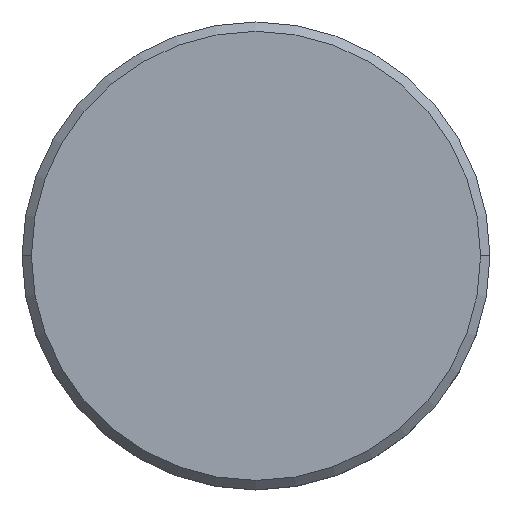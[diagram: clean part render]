
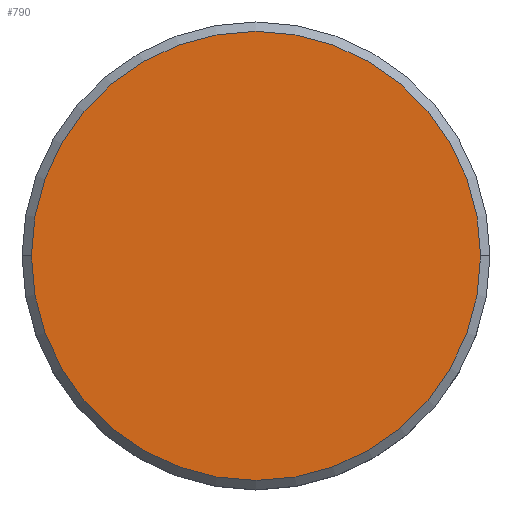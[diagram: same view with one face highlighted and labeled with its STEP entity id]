
A CAD part, top view. The second image highlights one B-rep face of the part: STEP entity #790.
In plain terms, the highlighted planar face has unit normal (0, 0, 1).
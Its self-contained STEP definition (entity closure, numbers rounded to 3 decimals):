
#5 = DIRECTION ( 'NONE',  ( 1., 0., 0. ) ) ;
#114 = DIRECTION ( 'NONE',  ( 1., 0., 0. ) ) ;
#168 = VERTEX_POINT ( 'NONE', #806 ) ;
#206 = ORIENTED_EDGE ( 'NONE', *, *, #273, .T. ) ;
#273 = EDGE_CURVE ( 'NONE', #437, #168, #945, .T. ) ;
#437 = VERTEX_POINT ( 'NONE', #575 ) ;
#443 = PLANE ( 'NONE',  #1082 ) ;
#446 = CARTESIAN_POINT ( 'NONE',  ( 0., 0., 0. ) ) ;
#501 = FACE_OUTER_BOUND ( 'NONE', #566, .T. ) ;
#535 = DIRECTION ( 'NONE',  ( 1., 0., 0. ) ) ;
#558 = CARTESIAN_POINT ( 'NONE',  ( 0., 0., 0. ) ) ;
#566 = EDGE_LOOP ( 'NONE', ( #206, #985 ) ) ;
#575 = CARTESIAN_POINT ( 'NONE',  ( -12., 0., 0. ) ) ;
#602 = EDGE_CURVE ( 'NONE', #168, #437, #853, .T. ) ;
#621 = DIRECTION ( 'NONE',  ( 0., 0., 1. ) ) ;
#754 = AXIS2_PLACEMENT_3D ( 'NONE', #558, #928, #114 ) ;
#790 = ADVANCED_FACE ( 'NONE', ( #501 ), #443, .T. ) ;
#806 = CARTESIAN_POINT ( 'NONE',  ( 12., 0., 0. ) ) ;
#815 = DIRECTION ( 'NONE',  ( 0., 0., 1. ) ) ;
#853 = CIRCLE ( 'NONE', #1099, 12. ) ;
#928 = DIRECTION ( 'NONE',  ( 0., 0., 1. ) ) ;
#945 = CIRCLE ( 'NONE', #754, 12. ) ;
#985 = ORIENTED_EDGE ( 'NONE', *, *, #602, .T. ) ;
#1082 = AXIS2_PLACEMENT_3D ( 'NONE', #1174, #621, #535 ) ;
#1099 = AXIS2_PLACEMENT_3D ( 'NONE', #446, #815, #5 ) ;
#1174 = CARTESIAN_POINT ( 'NONE',  ( 0., 0., 0. ) ) ;
